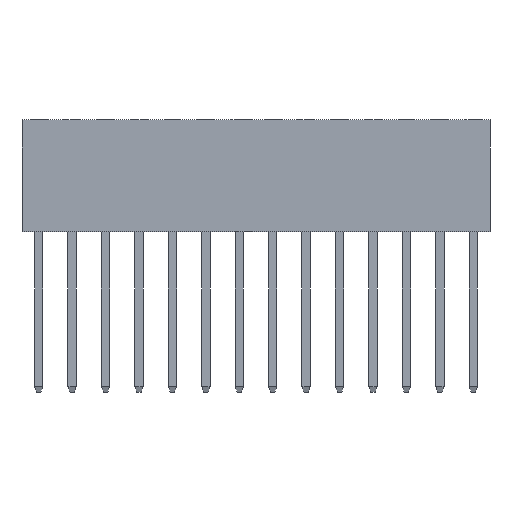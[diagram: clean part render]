
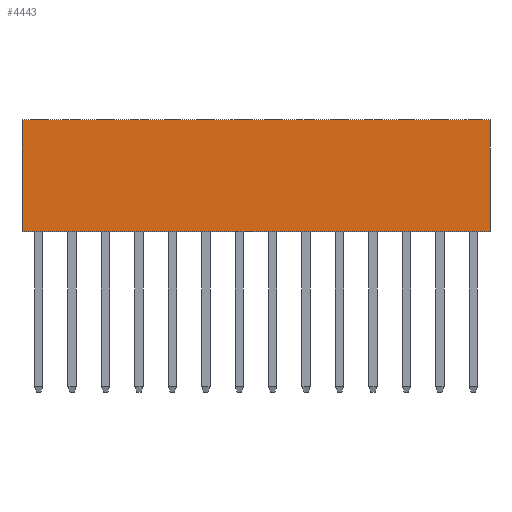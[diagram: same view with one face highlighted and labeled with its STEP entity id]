
A CAD part, front view. The second image highlights one B-rep face of the part: STEP entity #4443.
In plain terms, the highlighted planar face has unit normal (0, -1, 0).
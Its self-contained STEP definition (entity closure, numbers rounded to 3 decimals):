
#296=FACE_OUTER_BOUND('',#582,.T.);
#582=EDGE_LOOP('',(#3774,#3775,#3776,#3777));
#1149=LINE('',#6966,#1721);
#1151=LINE('',#6972,#1723);
#1154=LINE('',#6977,#1726);
#1155=LINE('',#6978,#1727);
#1721=VECTOR('',#5790,1.);
#1723=VECTOR('',#5794,1.);
#1726=VECTOR('',#5799,1.);
#1727=VECTOR('',#5800,1.);
#2066=VERTEX_POINT('',#6959);
#2069=VERTEX_POINT('',#6964);
#2071=VERTEX_POINT('',#6969);
#2072=VERTEX_POINT('',#6971);
#2637=EDGE_CURVE('',#2069,#2066,#1149,.T.);
#2639=EDGE_CURVE('',#2071,#2072,#1151,.T.);
#2642=EDGE_CURVE('',#2069,#2072,#1154,.T.);
#2643=EDGE_CURVE('',#2066,#2071,#1155,.T.);
#3774=ORIENTED_EDGE('',*,*,#2642,.T.);
#3775=ORIENTED_EDGE('',*,*,#2639,.F.);
#3776=ORIENTED_EDGE('',*,*,#2643,.F.);
#3777=ORIENTED_EDGE('',*,*,#2637,.F.);
#4044=PLANE('',#4715);
#4443=ADVANCED_FACE('',(#296),#4044,.F.);
#4715=AXIS2_PLACEMENT_3D('',#6976,#5797,#5798);
#5790=DIRECTION('',(1.,0.,0.));
#5794=DIRECTION('',(-1.,0.,0.));
#5797=DIRECTION('center_axis',(0.,1.,0.));
#5798=DIRECTION('ref_axis',(0.,0.,1.));
#5799=DIRECTION('',(0.,0.,-1.));
#5800=DIRECTION('',(0.,0.,-1.));
#6959=CARTESIAN_POINT('',(34.29,-1.27,8.5));
#6964=CARTESIAN_POINT('',(-1.27,-1.27,8.5));
#6966=CARTESIAN_POINT('',(16.51,-1.27,8.5));
#6969=CARTESIAN_POINT('',(34.29,-1.27,0.));
#6971=CARTESIAN_POINT('',(-1.27,-1.27,0.));
#6972=CARTESIAN_POINT('',(16.51,-1.27,0.));
#6976=CARTESIAN_POINT('Origin',(16.51,-1.27,4.25));
#6977=CARTESIAN_POINT('',(-1.27,-1.27,4.25));
#6978=CARTESIAN_POINT('',(34.29,-1.27,4.25));
